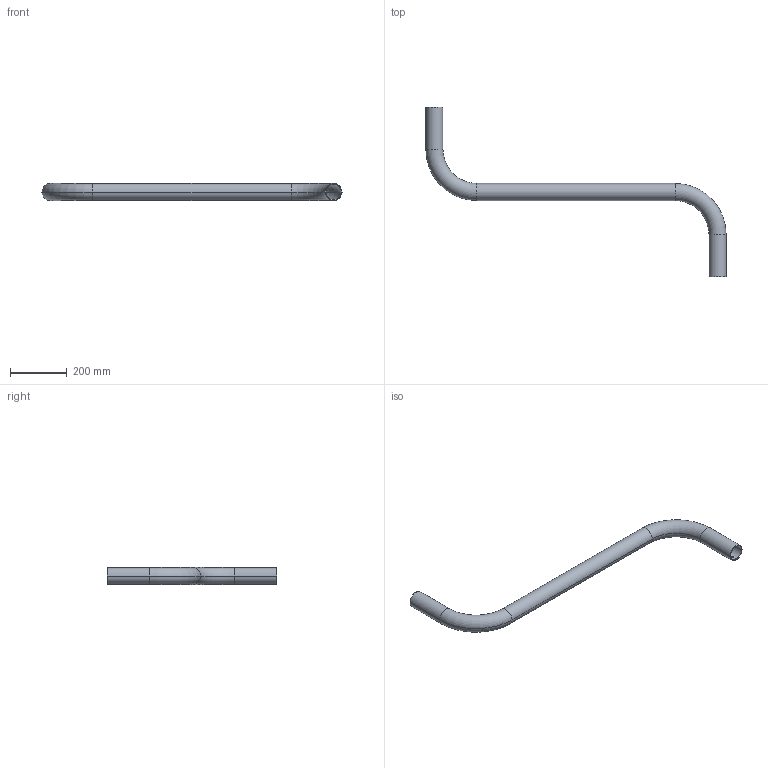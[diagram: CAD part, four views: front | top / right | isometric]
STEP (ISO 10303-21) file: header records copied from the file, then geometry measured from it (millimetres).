
FILE_DESCRIPTION (( 'STEP AP214' ), '1' );
FILE_NAME ('57020210.STEP', '2008-08-04T14:33:33', ( ' ' ), ( '' ), 'SwSTEP 2.0', 'SolidWorks 2008', '' );
FILE_SCHEMA (( 'AUTOMOTIVE_DESIGN' ));
Length unit declared in the file: millimetre
Products named in the file (1): 57020210
Bounding box: 1060.3 x 600 x 60.3 mm (x, y, z)
Volume: 843816.8 mm3; surface area: 528579.4 mm2
Topology: 1 solids, 1 shells, 38 faces, 84 edges, 48 vertices
Faces by surface type: cylinder 20, torus 8, cone 8, plane 2
Entity records: 1567 total; most frequent: CARTESIAN_POINT 691, DIRECTION 186, ORIENTED_EDGE 168, EDGE_CURVE 84, AXIS2_PLACEMENT_3D 79, EDGE_LOOP 48, VERTEX_POINT 48, CIRCLE 40
